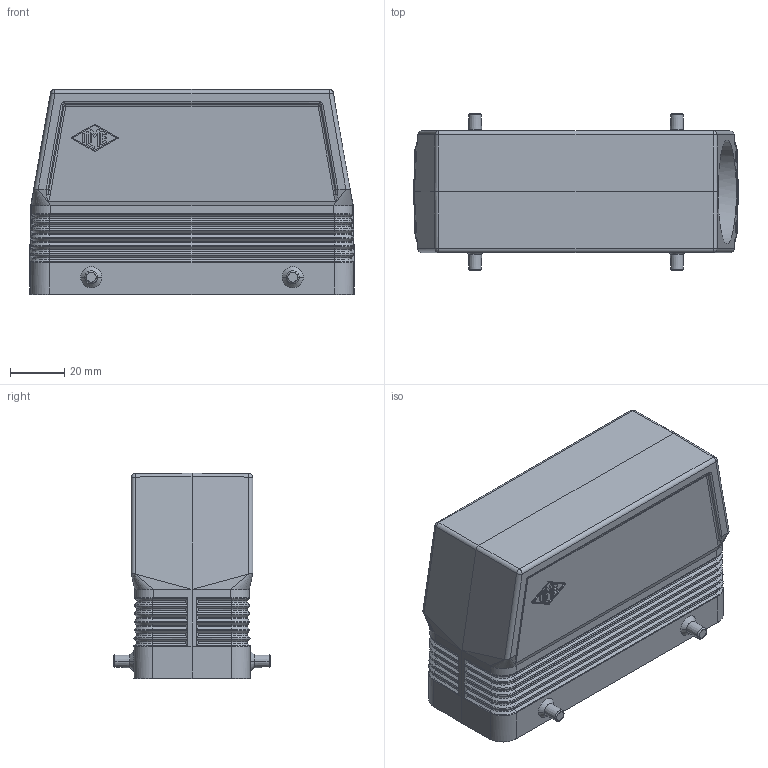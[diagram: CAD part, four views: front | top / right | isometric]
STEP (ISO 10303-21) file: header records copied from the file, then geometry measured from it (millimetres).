
FILE_DESCRIPTION(('Creo Elements/Direct Modeling STEP Export'),'2;1');
FILE_NAME('0ln7uvk5kpn3oui4668','2022-09-19T14:15:07',(''),(''),'Creo Elements/Direct Modeling STEP processor for AP214 (Solid Model)','Creo Elements/Direct Modeling 20.1B 02-Apr-2019 (C) Parametric Technology GmbH','');
FILE_SCHEMA(('AUTOMOTIVE_DESIGN { 1 0 10303 214 1 1 1 1 }'));
Length unit declared in the file: millimetre
Products named in the file (2): MFOR 24.40
Assembly tree (1 placements, depth 2):
  MFOR 24.40
    MFOR 24.40
Bounding box: 120 x 58 x 76 mm (x, y, z)
Volume: 102305.1 mm3; surface area: 53147.9 mm2
Topology: 1 solids, 1 shells, 646 faces, 1558 edges, 909 vertices
Faces by surface type: plane 242, cylinder 193, cone 72, bspline 68, torus 58, sphere 13
Entity records: 31489 total; most frequent: CARTESIAN_POINT 12107, ORIENTED_EDGE 3082, DIRECTION 2780, EDGE_CURVE 1541, AXIS2_PLACEMENT_3D 1017, VERTEX_POINT 909, VECTOR 746, LINE 746
